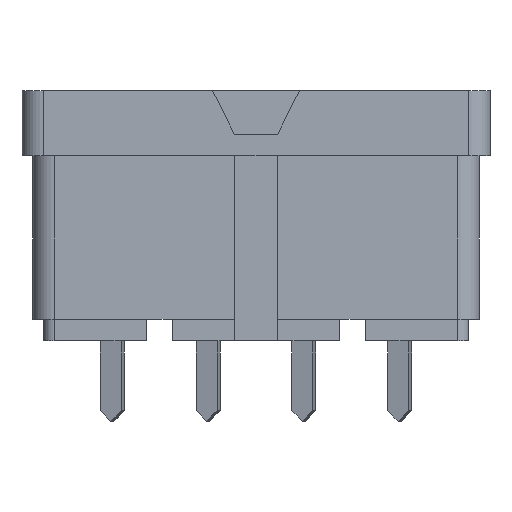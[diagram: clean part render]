
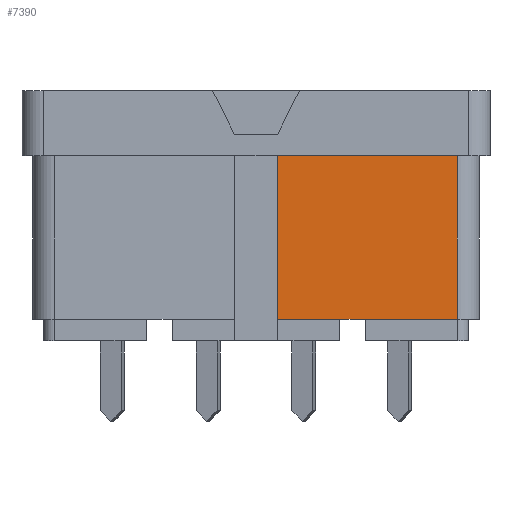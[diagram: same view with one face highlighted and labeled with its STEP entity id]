
A CAD part, front view. The second image highlights one B-rep face of the part: STEP entity #7390.
In plain terms, the highlighted planar face has unit normal (0, -1, 0).
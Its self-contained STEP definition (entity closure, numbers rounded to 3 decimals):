
#7131=CARTESIAN_POINT('',(1.0,-12.75,1.0));
#7132=VERTEX_POINT('',#7131);
#7139=CARTESIAN_POINT('',(1.0,-12.75,8.5));
#7140=VERTEX_POINT('',#7139);
#7141=CARTESIAN_POINT('',(1.0,-12.75,8.5));
#7142=DIRECTION('',(0.0,0.0,-1.0));
#7143=VECTOR('',#7142,7.5);
#7144=LINE('',#7141,#7143);
#7145=EDGE_CURVE('',#7140,#7132,#7144,.T.);
#7360=CARTESIAN_POINT('',(9.25,-12.75,1.0));
#7361=DIRECTION('',(0.0,-1.0,0.0));
#7362=DIRECTION('',(0.0,0.0,-1.0));
#7363=AXIS2_PLACEMENT_3D('',#7360,#7361,#7362);
#7364=PLANE('',#7363);
#7365=ORIENTED_EDGE('',*,*,#7145,.T.);
#7366=CARTESIAN_POINT('',(9.25,-12.75,1.0));
#7367=VERTEX_POINT('',#7366);
#7368=CARTESIAN_POINT('',(9.25,-12.75,1.0));
#7369=DIRECTION('',(-1.0,0.0,0.0));
#7370=VECTOR('',#7369,8.25);
#7371=LINE('',#7368,#7370);
#7372=EDGE_CURVE('',#7367,#7132,#7371,.T.);
#7373=ORIENTED_EDGE('',*,*,#7372,.F.);
#7374=CARTESIAN_POINT('',(9.25,-12.75,8.5));
#7375=VERTEX_POINT('',#7374);
#7376=CARTESIAN_POINT('',(9.25,-12.75,1.0));
#7377=DIRECTION('',(0.0,0.0,1.0));
#7378=VECTOR('',#7377,7.5);
#7379=LINE('',#7376,#7378);
#7380=EDGE_CURVE('',#7367,#7375,#7379,.T.);
#7381=ORIENTED_EDGE('',*,*,#7380,.T.);
#7382=CARTESIAN_POINT('',(1.0,-12.75,8.5));
#7383=DIRECTION('',(1.0,0.0,0.0));
#7384=VECTOR('',#7383,8.25);
#7385=LINE('',#7382,#7384);
#7386=EDGE_CURVE('',#7140,#7375,#7385,.T.);
#7387=ORIENTED_EDGE('',*,*,#7386,.F.);
#7388=EDGE_LOOP('',(#7365,#7373,#7381,#7387));
#7389=FACE_OUTER_BOUND('',#7388,.T.);
#7390=ADVANCED_FACE('',(#7389),#7364,.T.);
